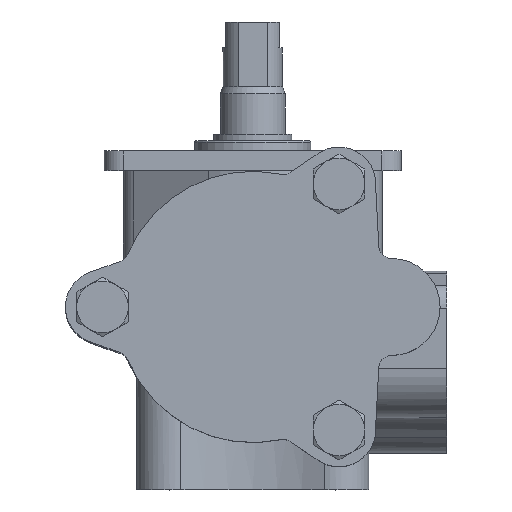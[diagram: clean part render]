
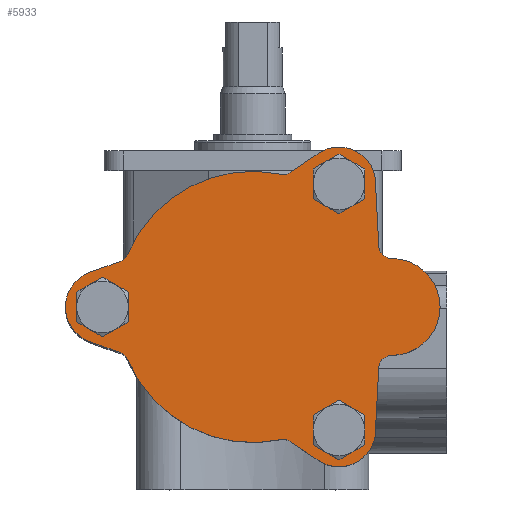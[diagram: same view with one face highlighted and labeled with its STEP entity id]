
A CAD part, top view. The second image highlights one B-rep face of the part: STEP entity #5933.
In plain terms, the highlighted face is planar.
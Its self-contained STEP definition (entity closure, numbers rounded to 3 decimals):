
#141=PLANE('',#6455);
#589=LINE('',#9758,#1004);
#590=LINE('',#9762,#1005);
#591=LINE('',#9770,#1006);
#592=LINE('',#9774,#1007);
#593=LINE('',#9782,#1008);
#594=LINE('',#9786,#1009);
#1004=VECTOR('',#7477,1000.);
#1005=VECTOR('',#7480,1000.);
#1006=VECTOR('',#7487,1000.);
#1007=VECTOR('',#7490,1000.);
#1008=VECTOR('',#7497,1000.);
#1009=VECTOR('',#7500,1000.);
#1690=ORIENTED_EDGE('',*,*,#3349,.T.);
#1691=ORIENTED_EDGE('',*,*,#3350,.F.);
#1692=ORIENTED_EDGE('',*,*,#3351,.T.);
#1693=ORIENTED_EDGE('',*,*,#3352,.F.);
#1694=ORIENTED_EDGE('',*,*,#3353,.F.);
#1695=ORIENTED_EDGE('',*,*,#3354,.F.);
#1696=ORIENTED_EDGE('',*,*,#3355,.T.);
#1697=ORIENTED_EDGE('',*,*,#3356,.F.);
#1698=ORIENTED_EDGE('',*,*,#3357,.T.);
#1699=ORIENTED_EDGE('',*,*,#3358,.F.);
#1700=ORIENTED_EDGE('',*,*,#3359,.F.);
#1701=ORIENTED_EDGE('',*,*,#3360,.F.);
#1702=ORIENTED_EDGE('',*,*,#3361,.T.);
#1703=ORIENTED_EDGE('',*,*,#3362,.F.);
#1704=ORIENTED_EDGE('',*,*,#3363,.T.);
#1705=ORIENTED_EDGE('',*,*,#3364,.F.);
#1706=ORIENTED_EDGE('',*,*,#3365,.F.);
#1707=ORIENTED_EDGE('',*,*,#3366,.F.);
#1708=ORIENTED_EDGE('',*,*,#3367,.F.);
#1709=ORIENTED_EDGE('',*,*,#3368,.F.);
#1710=ORIENTED_EDGE('',*,*,#3369,.F.);
#3349=EDGE_CURVE('',#4151,#4152,#4589,.T.);
#3350=EDGE_CURVE('',#4153,#4152,#4590,.T.);
#3351=EDGE_CURVE('',#4153,#4154,#4591,.T.);
#3352=EDGE_CURVE('',#4155,#4154,#589,.T.);
#3353=EDGE_CURVE('',#4156,#4155,#4592,.T.);
#3354=EDGE_CURVE('',#4157,#4156,#590,.T.);
#3355=EDGE_CURVE('',#4157,#4158,#4593,.T.);
#3356=EDGE_CURVE('',#4159,#4158,#4594,.T.);
#3357=EDGE_CURVE('',#4159,#4160,#4595,.T.);
#3358=EDGE_CURVE('',#4161,#4160,#591,.T.);
#3359=EDGE_CURVE('',#4162,#4161,#4596,.T.);
#3360=EDGE_CURVE('',#4163,#4162,#592,.T.);
#3361=EDGE_CURVE('',#4163,#4164,#4597,.T.);
#3362=EDGE_CURVE('',#4165,#4164,#4598,.T.);
#3363=EDGE_CURVE('',#4165,#4166,#4599,.T.);
#3364=EDGE_CURVE('',#4167,#4166,#593,.T.);
#3365=EDGE_CURVE('',#4168,#4167,#4600,.T.);
#3366=EDGE_CURVE('',#4151,#4168,#594,.T.);
#3367=EDGE_CURVE('',#4169,#4169,#4601,.F.);
#3368=EDGE_CURVE('',#4170,#4170,#4602,.F.);
#3369=EDGE_CURVE('',#4171,#4171,#4603,.F.);
#4151=VERTEX_POINT('',#9752);
#4152=VERTEX_POINT('',#9753);
#4153=VERTEX_POINT('',#9755);
#4154=VERTEX_POINT('',#9757);
#4155=VERTEX_POINT('',#9759);
#4156=VERTEX_POINT('',#9761);
#4157=VERTEX_POINT('',#9763);
#4158=VERTEX_POINT('',#9765);
#4159=VERTEX_POINT('',#9767);
#4160=VERTEX_POINT('',#9769);
#4161=VERTEX_POINT('',#9771);
#4162=VERTEX_POINT('',#9773);
#4163=VERTEX_POINT('',#9775);
#4164=VERTEX_POINT('',#9777);
#4165=VERTEX_POINT('',#9779);
#4166=VERTEX_POINT('',#9781);
#4167=VERTEX_POINT('',#9783);
#4168=VERTEX_POINT('',#9785);
#4169=VERTEX_POINT('',#9788);
#4170=VERTEX_POINT('',#9790);
#4171=VERTEX_POINT('',#9792);
#4589=CIRCLE('',#6456,2.);
#4590=CIRCLE('',#6457,21.);
#4591=CIRCLE('',#6458,2.);
#4592=CIRCLE('',#6459,5.7);
#4593=CIRCLE('',#6460,2.);
#4594=CIRCLE('',#6461,21.);
#4595=CIRCLE('',#6462,2.);
#4596=CIRCLE('',#6463,5.7);
#4597=CIRCLE('',#6464,2.);
#4598=CIRCLE('',#6465,7.5);
#4599=CIRCLE('',#6466,2.);
#4600=CIRCLE('',#6467,5.7);
#4601=CIRCLE('',#6468,4.);
#4602=CIRCLE('',#6469,4.);
#4603=CIRCLE('',#6470,4.);
#4860=EDGE_LOOP('',(#1690,#1691,#1692,#1693,#1694,#1695,#1696,#1697,#1698,
#1699,#1700,#1701,#1702,#1703,#1704,#1705,#1706,#1707));
#4861=EDGE_LOOP('',(#1708));
#4862=EDGE_LOOP('',(#1709));
#4863=EDGE_LOOP('',(#1710));
#5335=FACE_BOUND('',#4860,.T.);
#5336=FACE_BOUND('',#4861,.T.);
#5337=FACE_BOUND('',#4862,.T.);
#5338=FACE_BOUND('',#4863,.T.);
#5933=ADVANCED_FACE('',(#5335,#5336,#5337,#5338),#141,.F.);
#6455=AXIS2_PLACEMENT_3D('',#9750,#7469,#7470);
#6456=AXIS2_PLACEMENT_3D('',#9751,#7471,#7472);
#6457=AXIS2_PLACEMENT_3D('',#9754,#7473,#7474);
#6458=AXIS2_PLACEMENT_3D('',#9756,#7475,#7476);
#6459=AXIS2_PLACEMENT_3D('',#9760,#7478,#7479);
#6460=AXIS2_PLACEMENT_3D('',#9764,#7481,#7482);
#6461=AXIS2_PLACEMENT_3D('',#9766,#7483,#7484);
#6462=AXIS2_PLACEMENT_3D('',#9768,#7485,#7486);
#6463=AXIS2_PLACEMENT_3D('',#9772,#7488,#7489);
#6464=AXIS2_PLACEMENT_3D('',#9776,#7491,#7492);
#6465=AXIS2_PLACEMENT_3D('',#9778,#7493,#7494);
#6466=AXIS2_PLACEMENT_3D('',#9780,#7495,#7496);
#6467=AXIS2_PLACEMENT_3D('',#9784,#7498,#7499);
#6468=AXIS2_PLACEMENT_3D('',#9787,#7501,#7502);
#6469=AXIS2_PLACEMENT_3D('',#9789,#7503,#7504);
#6470=AXIS2_PLACEMENT_3D('',#9791,#7505,#7506);
#7469=DIRECTION('',(1.,0.,0.));
#7470=DIRECTION('',(0.,0.,-1.));
#7471=DIRECTION('',(1.,0.,0.));
#7472=DIRECTION('',(0.,0.,-1.));
#7473=DIRECTION('',(1.,0.,0.));
#7474=DIRECTION('',(0.,0.,-1.));
#7475=DIRECTION('',(1.,0.,0.));
#7476=DIRECTION('',(0.,0.,-1.));
#7477=DIRECTION('',(0.,0.338,0.941));
#7478=DIRECTION('',(1.,0.,0.));
#7479=DIRECTION('',(0.,0.,-1.));
#7480=DIRECTION('',(0.,0.338,-0.941));
#7481=DIRECTION('',(1.,0.,0.));
#7482=DIRECTION('',(0.,0.,-1.));
#7483=DIRECTION('',(1.,0.,0.));
#7484=DIRECTION('',(0.,0.,-1.));
#7485=DIRECTION('',(1.,0.,0.));
#7486=DIRECTION('',(0.,0.,-1.));
#7487=DIRECTION('',(0.,0.563,-0.826));
#7488=DIRECTION('',(1.,0.,0.));
#7489=DIRECTION('',(0.,0.,-1.));
#7490=DIRECTION('',(0.,-0.999,-0.052));
#7491=DIRECTION('',(1.,0.,0.));
#7492=DIRECTION('',(0.,0.,-1.));
#7493=DIRECTION('',(1.,0.,0.));
#7494=DIRECTION('',(0.,0.,-1.));
#7495=DIRECTION('',(1.,0.,0.));
#7496=DIRECTION('',(0.,0.,-1.));
#7497=DIRECTION('',(0.,-0.999,0.052));
#7498=DIRECTION('',(1.,0.,0.));
#7499=DIRECTION('',(0.,0.,-1.));
#7500=DIRECTION('',(0.,0.563,0.826));
#7501=DIRECTION('',(1.,0.,0.));
#7502=DIRECTION('',(0.,0.,-1.));
#7503=DIRECTION('',(1.,0.,0.));
#7504=DIRECTION('',(0.,0.,-1.));
#7505=DIRECTION('',(1.,0.,0.));
#7506=DIRECTION('',(0.,0.,-1.));
#9750=CARTESIAN_POINT('',(-56.5,0.,0.));
#9751=CARTESIAN_POINT('',(-56.5,22.502,4.761));
#9752=CARTESIAN_POINT('',(-56.5,20.849,5.888));
#9753=CARTESIAN_POINT('',(-56.5,20.545,4.347));
#9754=CARTESIAN_POINT('',(-56.5,0.,0.));
#9755=CARTESIAN_POINT('',(-56.5,8.161,-19.35));
#9756=CARTESIAN_POINT('',(-56.5,8.938,-21.192));
#9757=CARTESIAN_POINT('',(-56.5,7.055,-20.517));
#9758=CARTESIAN_POINT('',(-56.5,5.365,-25.226));
#9759=CARTESIAN_POINT('',(-56.5,5.365,-25.226));
#9760=CARTESIAN_POINT('',(-56.5,0.,-23.3));
#9761=CARTESIAN_POINT('',(-56.5,-5.365,-25.226));
#9762=CARTESIAN_POINT('',(-56.5,-7.055,-20.517));
#9763=CARTESIAN_POINT('',(-56.5,-7.055,-20.517));
#9764=CARTESIAN_POINT('',(-56.5,-8.938,-21.192));
#9765=CARTESIAN_POINT('',(-56.5,-8.161,-19.35));
#9766=CARTESIAN_POINT('',(-56.5,0.,0.));
#9767=CARTESIAN_POINT('',(-56.5,-20.545,4.347));
#9768=CARTESIAN_POINT('',(-56.5,-22.502,4.761));
#9769=CARTESIAN_POINT('',(-56.5,-20.849,5.888));
#9770=CARTESIAN_POINT('',(-56.5,-23.513,9.794));
#9771=CARTESIAN_POINT('',(-56.5,-23.513,9.794));
#9772=CARTESIAN_POINT('',(-56.5,-19.05,13.34));
#9773=CARTESIAN_POINT('',(-56.5,-20.065,18.949));
#9774=CARTESIAN_POINT('',(-56.5,-9.395,19.508));
#9775=CARTESIAN_POINT('',(-56.5,-9.395,19.508));
#9776=CARTESIAN_POINT('',(-56.5,-9.5,21.505));
#9777=CARTESIAN_POINT('',(-56.5,-7.5,21.504));
#9778=CARTESIAN_POINT('',(-56.5,0.,21.5));
#9779=CARTESIAN_POINT('',(-56.5,7.5,21.514));
#9780=CARTESIAN_POINT('',(-56.5,9.5,21.517));
#9781=CARTESIAN_POINT('',(-56.5,9.395,19.52));
#9782=CARTESIAN_POINT('',(-56.5,19.965,18.966));
#9783=CARTESIAN_POINT('',(-56.5,19.965,18.966));
#9784=CARTESIAN_POINT('',(-56.5,19.05,13.34));
#9785=CARTESIAN_POINT('',(-56.5,23.513,9.794));
#9786=CARTESIAN_POINT('',(-56.5,20.849,5.888));
#9787=CARTESIAN_POINT('',(-56.5,-19.05,13.34));
#9788=CARTESIAN_POINT('',(-56.5,-19.05,9.34));
#9789=CARTESIAN_POINT('',(-56.5,0.,-23.25));
#9790=CARTESIAN_POINT('',(-56.5,0.,-27.25));
#9791=CARTESIAN_POINT('',(-56.5,19.05,13.34));
#9792=CARTESIAN_POINT('',(-56.5,19.05,9.34));
